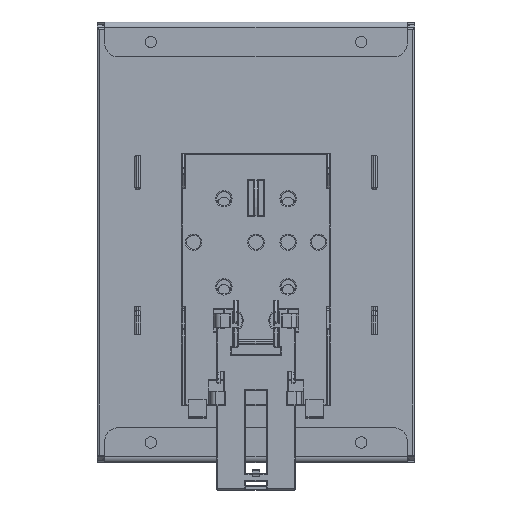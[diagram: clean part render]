
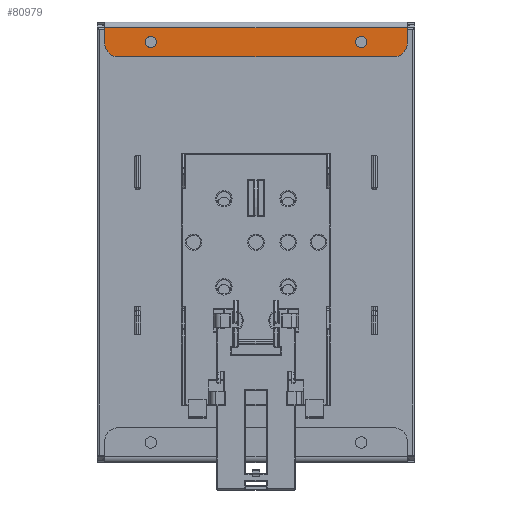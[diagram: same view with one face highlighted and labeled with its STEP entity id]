
A CAD part, front view. The second image highlights one B-rep face of the part: STEP entity #80979.
In plain terms, the highlighted planar face has unit normal (0, -1, 0).
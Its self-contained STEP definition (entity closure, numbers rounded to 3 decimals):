
#12466=DIRECTION('',(0.,0.,1.));
#12467=VECTOR('',#12466,4.2);
#12468=CARTESIAN_POINT('',(2.,6.,-5.2));
#12469=LINE('',#12468,#12467);
#12495=DIRECTION('',(-1.,0.,0.));
#12496=VECTOR('',#12495,85.);
#12497=CARTESIAN_POINT('',(87.,6.,-1.));
#12498=LINE('',#12497,#12496);
#12503=CARTESIAN_POINT('',(6.,6.,-5.2));
#12504=DIRECTION('',(0.,1.,0.));
#12505=DIRECTION('',(0.,0.,-1.));
#12506=AXIS2_PLACEMENT_3D('',#12503,#12504,#12505);
#12508=DIRECTION('',(0.,0.,-1.));
#12509=VECTOR('',#12508,4.2);
#12510=CARTESIAN_POINT('',(87.,6.,-1.));
#12511=LINE('',#12510,#12509);
#12512=CARTESIAN_POINT('',(83.,6.,-5.2));
#12513=DIRECTION('',(0.,1.,0.));
#12514=DIRECTION('',(1.,0.,0.));
#12515=AXIS2_PLACEMENT_3D('',#12512,#12513,#12514);
#12517=CARTESIAN_POINT('',(74.,6.,-5.));
#12518=DIRECTION('',(0.,-1.,0.));
#12519=DIRECTION('',(0.,0.,-1.));
#12520=AXIS2_PLACEMENT_3D('',#12517,#12518,#12519);
#12522=CARTESIAN_POINT('',(74.,6.,-5.));
#12523=DIRECTION('',(0.,-1.,0.));
#12524=DIRECTION('',(0.,0.,1.));
#12525=AXIS2_PLACEMENT_3D('',#12522,#12523,#12524);
#12527=CARTESIAN_POINT('',(15.,6.,-5.));
#12528=DIRECTION('',(0.,-1.,0.));
#12529=DIRECTION('',(0.,0.,-1.));
#12530=AXIS2_PLACEMENT_3D('',#12527,#12528,#12529);
#12532=CARTESIAN_POINT('',(15.,6.,-5.));
#12533=DIRECTION('',(0.,-1.,0.));
#12534=DIRECTION('',(0.,0.,1.));
#12535=AXIS2_PLACEMENT_3D('',#12532,#12533,#12534);
#31920=DIRECTION('',(1.,0.,0.));
#31921=VECTOR('',#31920,77.);
#31922=CARTESIAN_POINT('',(6.,6.,-9.2));
#31923=LINE('',#31922,#31921);
#55178=CARTESIAN_POINT('',(87.,6.,-1.));
#55179=CARTESIAN_POINT('',(87.,6.,-5.2));
#55180=VERTEX_POINT('',#55178);
#55181=VERTEX_POINT('',#55179);
#55194=CARTESIAN_POINT('',(83.,6.,-9.2));
#55195=VERTEX_POINT('',#55194);
#55196=CARTESIAN_POINT('',(6.,6.,-9.2));
#55197=CARTESIAN_POINT('',(2.,6.,-5.2));
#55198=VERTEX_POINT('',#55196);
#55199=VERTEX_POINT('',#55197);
#55200=CARTESIAN_POINT('',(2.,6.,-1.));
#55201=VERTEX_POINT('',#55200);
#55202=CARTESIAN_POINT('',(74.,6.,-6.6));
#55203=CARTESIAN_POINT('',(74.,6.,-3.4));
#55204=VERTEX_POINT('',#55202);
#55205=VERTEX_POINT('',#55203);
#55206=CARTESIAN_POINT('',(15.,6.,-6.6));
#55207=CARTESIAN_POINT('',(15.,6.,-3.4));
#55208=VERTEX_POINT('',#55206);
#55209=VERTEX_POINT('',#55207);
#80951=CARTESIAN_POINT('',(44.5,6.,-5.1));
#80952=DIRECTION('',(0.,1.,0.));
#80953=DIRECTION('',(0.,0.,-1.));
#80954=AXIS2_PLACEMENT_3D('',#80951,#80952,#80953);
#80955=PLANE('',#80954);
#80957=ORIENTED_EDGE('',*,*,#80956,.T.);
#80958=ORIENTED_EDGE('',*,*,#76946,.T.);
#80959=ORIENTED_EDGE('',*,*,#80944,.F.);
#80960=ORIENTED_EDGE('',*,*,#76911,.T.);
#80962=ORIENTED_EDGE('',*,*,#80961,.T.);
#80964=ORIENTED_EDGE('',*,*,#80963,.F.);
#80965=EDGE_LOOP('',(#80957,#80958,#80959,#80960,#80962,#80964));
#80966=FACE_OUTER_BOUND('',#80965,.F.);
#80968=ORIENTED_EDGE('',*,*,#80967,.T.);
#80970=ORIENTED_EDGE('',*,*,#80969,.T.);
#80971=EDGE_LOOP('',(#80968,#80970));
#80972=FACE_BOUND('',#80971,.F.);
#80974=ORIENTED_EDGE('',*,*,#80973,.T.);
#80976=ORIENTED_EDGE('',*,*,#80975,.T.);
#80977=EDGE_LOOP('',(#80974,#80976));
#80978=FACE_BOUND('',#80977,.F.);
#80979=ADVANCED_FACE('',(#80966,#80972,#80978),#80955,.F.);
#12507=CIRCLE('',#12506,4.);
#12516=CIRCLE('',#12515,4.);
#12521=CIRCLE('',#12520,1.6);
#12526=CIRCLE('',#12525,1.6);
#12531=CIRCLE('',#12530,1.6);
#12536=CIRCLE('',#12535,1.6);
#76911=EDGE_CURVE('',#55180,#55181,#12511,.T.);
#76946=EDGE_CURVE('',#55199,#55201,#12469,.T.);
#80944=EDGE_CURVE('',#55180,#55201,#12498,.T.);
#80956=EDGE_CURVE('',#55198,#55199,#12507,.T.);
#80961=EDGE_CURVE('',#55181,#55195,#12516,.T.);
#80963=EDGE_CURVE('',#55198,#55195,#31923,.T.);
#80967=EDGE_CURVE('',#55204,#55205,#12521,.T.);
#80969=EDGE_CURVE('',#55205,#55204,#12526,.T.);
#80973=EDGE_CURVE('',#55208,#55209,#12531,.T.);
#80975=EDGE_CURVE('',#55209,#55208,#12536,.T.);
